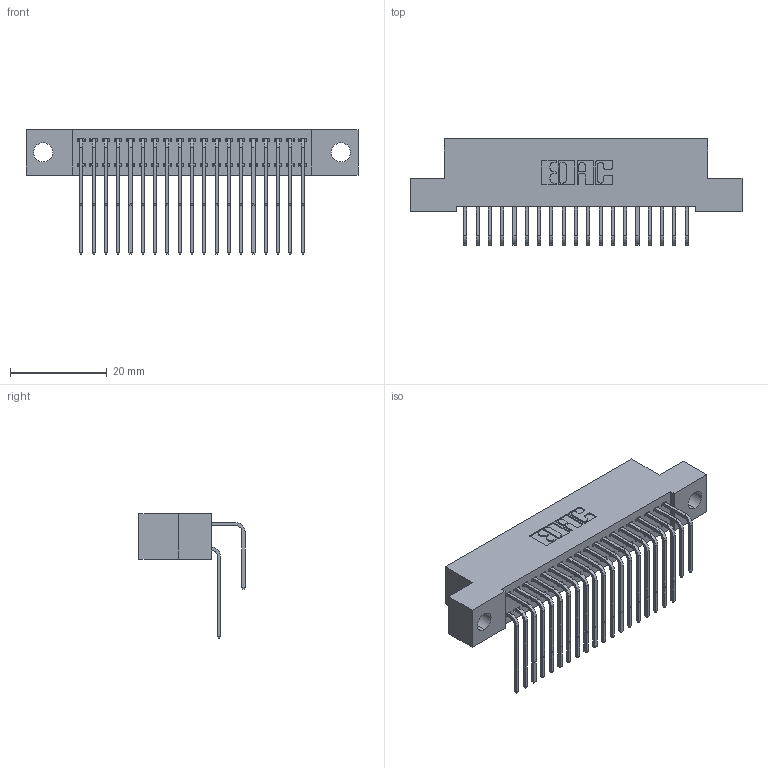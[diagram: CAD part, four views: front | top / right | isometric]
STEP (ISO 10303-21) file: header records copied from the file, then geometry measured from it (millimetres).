
FILE_DESCRIPTION (( 'STEP AP203' ), '1' );
FILE_NAME ('342-038-558-204.STEP', '2019-10-02T15:07:46', ( '' ), ( '' ), 'SwSTEP 2.0', 'SolidWorks 2016', '' );
FILE_SCHEMA (( 'CONFIG_CONTROL_DESIGN' ));
Length unit declared in the file: inch
Products named in the file (4): 345-292-001_558 559 Tail - 1; 345-292-001_558 Tail - 2; 342-038-558-204; 342 Part_.156 TH
Assembly tree (39 placements, depth 2):
  342-038-558-204
    342 Part_.156 TH
    345-292-001_558 559 Tail - 1  x19
    345-292-001_558 Tail - 2  x19
Bounding box: 68.58 x 21.91 x 25.78 mm (x, y, z)
Volume: 6185.2 mm3; surface area: 10317.1 mm2
Topology: 39 solids, 39 shells, 2162 faces, 6417 edges, 4226 vertices
Faces by surface type: plane 1510, cylinder 652
Entity records: 16853 total; most frequent: CARTESIAN_POINT 2869, ORIENTED_EDGE 2754, DIRECTION 2473, EDGE_CURVE 1377, LINE 1209, VECTOR 1209, VERTEX_POINT 914, AXIS2_PLACEMENT_3D 632
